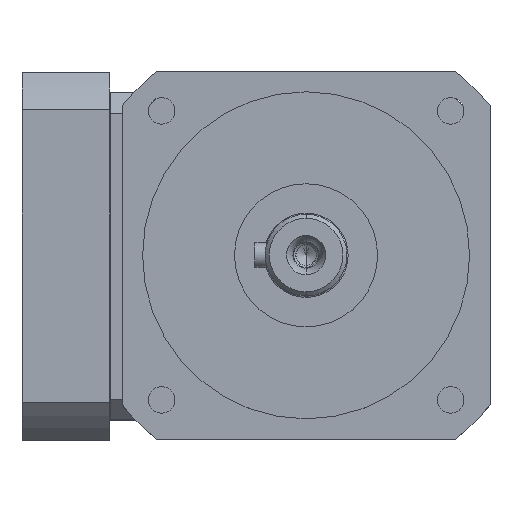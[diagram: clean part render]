
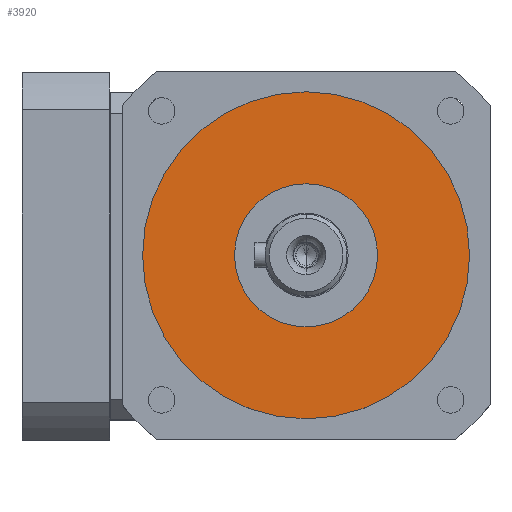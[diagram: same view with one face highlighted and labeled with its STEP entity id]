
A CAD part, top view. The second image highlights one B-rep face of the part: STEP entity #3920.
In plain terms, the highlighted planar face has unit normal (0, 0, 1).
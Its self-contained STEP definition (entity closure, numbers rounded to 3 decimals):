
#169=CARTESIAN_POINT('',(69.5,0.,153.5));
#170=DIRECTION('',(0.,0.,-1.));
#171=DIRECTION('',(0.,-1.,0.));
#172=AXIS2_PLACEMENT_3D('',#169,#170,#171);
#174=CARTESIAN_POINT('',(69.5,0.,153.5));
#175=DIRECTION('',(0.,0.,1.));
#176=DIRECTION('',(0.,-1.,0.));
#177=AXIS2_PLACEMENT_3D('',#174,#175,#176);
#184=CARTESIAN_POINT('',(69.5,0.,153.5));
#185=DIRECTION('',(0.,0.,1.));
#186=DIRECTION('',(0.,-1.,0.));
#187=AXIS2_PLACEMENT_3D('',#184,#185,#186);
#2731=CARTESIAN_POINT('',(69.5,0.,153.5));
#2732=DIRECTION('',(0.,0.,-1.));
#2733=DIRECTION('',(0.,-1.,0.));
#2734=AXIS2_PLACEMENT_3D('',#2731,#2732,#2733);
#2885=CARTESIAN_POINT('',(69.5,-17.5,153.5));
#2887=VERTEX_POINT('',#2885);
#2889=CARTESIAN_POINT('',(69.5,17.5,153.5));
#2891=VERTEX_POINT('',#2889);
#2892=CARTESIAN_POINT('',(69.5,-40.,153.5));
#2893=CARTESIAN_POINT('',(69.5,40.,153.5));
#2894=VERTEX_POINT('',#2892);
#2895=VERTEX_POINT('',#2893);
#3905=CARTESIAN_POINT('',(69.5,0.,153.5));
#3906=DIRECTION('',(0.,0.,1.));
#3907=DIRECTION('',(0.,1.,0.));
#3908=AXIS2_PLACEMENT_3D('',#3905,#3906,#3907);
#3909=PLANE('',#3908);
#3911=ORIENTED_EDGE('',*,*,#3910,.F.);
#3913=ORIENTED_EDGE('',*,*,#3912,.T.);
#3914=EDGE_LOOP('',(#3911,#3913));
#3915=FACE_OUTER_BOUND('',#3914,.F.);
#3916=ORIENTED_EDGE('',*,*,#3891,.F.);
#3917=ORIENTED_EDGE('',*,*,#3873,.T.);
#3918=EDGE_LOOP('',(#3916,#3917));
#3919=FACE_BOUND('',#3918,.F.);
#173=CIRCLE('',#172,17.5);
#178=CIRCLE('',#177,17.5);
#188=CIRCLE('',#187,40.);
#2735=CIRCLE('',#2734,40.);
#3873=EDGE_CURVE('',#2887,#2891,#178,.T.);
#3891=EDGE_CURVE('',#2887,#2891,#173,.T.);
#3910=EDGE_CURVE('',#2894,#2895,#188,.T.);
#3912=EDGE_CURVE('',#2894,#2895,#2735,.T.);
#3920=ADVANCED_FACE('',(#3915,#3919),#3909,.T.);
